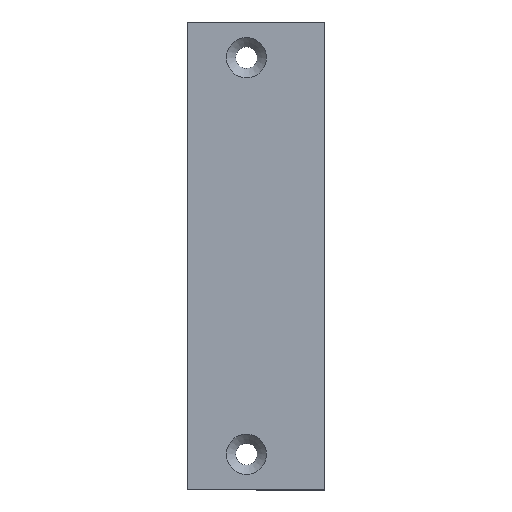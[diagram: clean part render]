
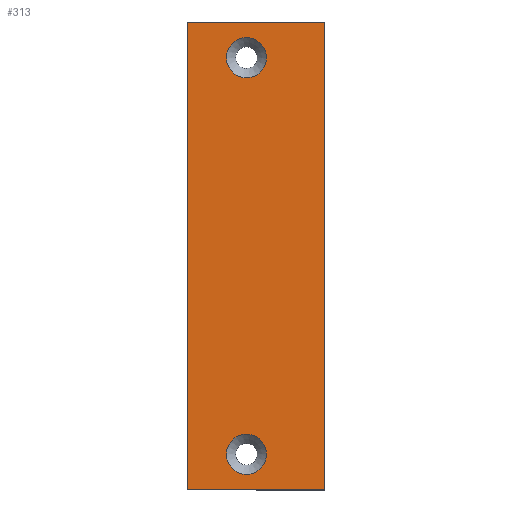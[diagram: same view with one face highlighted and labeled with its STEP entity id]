
A CAD part, top view. The second image highlights one B-rep face of the part: STEP entity #313.
In plain terms, the highlighted planar face has unit normal (0, 0, 1).
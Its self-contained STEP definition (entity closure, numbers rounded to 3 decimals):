
#59 = EDGE_CURVE ( 'NONE', #66, #66, #509, .T. ) ;
#60 = LINE ( 'NONE', #1126, #303 ) ;
#61 = CARTESIAN_POINT ( 'NONE',  ( 67.75, 31.1, 2.1 ) ) ;
#66 = VERTEX_POINT ( 'NONE', #934 ) ;
#74 = FACE_OUTER_BOUND ( 'NONE', #869, .T. ) ;
#78 = ORIENTED_EDGE ( 'NONE', *, *, #279, .T. ) ;
#91 = DIRECTION ( 'NONE',  ( 0., 1., 0. ) ) ;
#92 = FACE_BOUND ( 'NONE', #821, .T. ) ;
#112 = ORIENTED_EDGE ( 'NONE', *, *, #658, .F. ) ;
#160 = VECTOR ( 'NONE', #246, 1000. ) ;
#170 = DIRECTION ( 'NONE',  ( 0., 0., 1. ) ) ;
#196 = CARTESIAN_POINT ( 'NONE',  ( 58.5, -36.7, 2.1 ) ) ;
#246 = DIRECTION ( 'NONE',  ( -1., 0., 0. ) ) ;
#252 = AXIS2_PLACEMENT_3D ( 'NONE', #61, #170, #937 ) ;
#255 = VERTEX_POINT ( 'NONE', #718 ) ;
#273 = FACE_BOUND ( 'NONE', #973, .T. ) ;
#278 = AXIS2_PLACEMENT_3D ( 'NONE', #309, #302, #699 ) ;
#279 = EDGE_CURVE ( 'NONE', #1105, #917, #60, .T. ) ;
#302 = DIRECTION ( 'NONE',  ( 0., 0., 1. ) ) ;
#303 = VECTOR ( 'NONE', #461, 1000. ) ;
#307 = LINE ( 'NONE', #1072, #637 ) ;
#309 = CARTESIAN_POINT ( 'NONE',  ( 67.75, -31.1, 2.1 ) ) ;
#313 = ADVANCED_FACE ( 'NONE', ( #92, #273, #74 ), #1051, .T. ) ;
#329 = ORIENTED_EDGE ( 'NONE', *, *, #1092, .T. ) ;
#461 = DIRECTION ( 'NONE',  ( 0., -1., 0. ) ) ;
#471 = EDGE_CURVE ( 'NONE', #917, #555, #307, .T. ) ;
#505 = ORIENTED_EDGE ( 'NONE', *, *, #59, .F. ) ;
#509 = CIRCLE ( 'NONE', #278, 3.15 ) ;
#555 = VERTEX_POINT ( 'NONE', #714 ) ;
#621 = CARTESIAN_POINT ( 'NONE',  ( 80., 36.7, 2.1 ) ) ;
#637 = VECTOR ( 'NONE', #703, 1000. ) ;
#638 = VECTOR ( 'NONE', #91, 1000. ) ;
#658 = EDGE_CURVE ( 'NONE', #855, #855, #811, .T. ) ;
#699 = DIRECTION ( 'NONE',  ( 1., 0., 0. ) ) ;
#703 = DIRECTION ( 'NONE',  ( 1., 0., 0. ) ) ;
#714 = CARTESIAN_POINT ( 'NONE',  ( 80., -36.7, 2.1 ) ) ;
#718 = CARTESIAN_POINT ( 'NONE',  ( 80., 36.7, 2.1 ) ) ;
#720 = ORIENTED_EDGE ( 'NONE', *, *, #471, .T. ) ;
#746 = DIRECTION ( 'NONE',  ( 0., 0., 1. ) ) ;
#811 = CIRCLE ( 'NONE', #252, 3.15 ) ;
#821 = EDGE_LOOP ( 'NONE', ( #505 ) ) ;
#841 = CARTESIAN_POINT ( 'NONE',  ( 70.9, 31.1, 2.1 ) ) ;
#851 = AXIS2_PLACEMENT_3D ( 'NONE', #1037, #746, #856 ) ;
#855 = VERTEX_POINT ( 'NONE', #841 ) ;
#856 = DIRECTION ( 'NONE',  ( 1., 0., 0. ) ) ;
#869 = EDGE_LOOP ( 'NONE', ( #1034, #329, #78, #720 ) ) ;
#917 = VERTEX_POINT ( 'NONE', #196 ) ;
#934 = CARTESIAN_POINT ( 'NONE',  ( 70.9, -31.1, 2.1 ) ) ;
#937 = DIRECTION ( 'NONE',  ( 1., 0., 0. ) ) ;
#973 = EDGE_LOOP ( 'NONE', ( #112 ) ) ;
#1034 = ORIENTED_EDGE ( 'NONE', *, *, #1170, .T. ) ;
#1037 = CARTESIAN_POINT ( 'NONE',  ( 0., 0., 2.1 ) ) ;
#1051 = PLANE ( 'NONE',  #851 ) ;
#1072 = CARTESIAN_POINT ( 'NONE',  ( 80., -36.7, 2.1 ) ) ;
#1092 = EDGE_CURVE ( 'NONE', #255, #1105, #1121, .T. ) ;
#1105 = VERTEX_POINT ( 'NONE', #1212 ) ;
#1121 = LINE ( 'NONE', #621, #160 ) ;
#1126 = CARTESIAN_POINT ( 'NONE',  ( 58.5, -36.7, 2.1 ) ) ;
#1145 = CARTESIAN_POINT ( 'NONE',  ( 80., -36.7, 2.1 ) ) ;
#1170 = EDGE_CURVE ( 'NONE', #555, #255, #1238, .T. ) ;
#1212 = CARTESIAN_POINT ( 'NONE',  ( 58.5, 36.7, 2.1 ) ) ;
#1238 = LINE ( 'NONE', #1145, #638 ) ;
